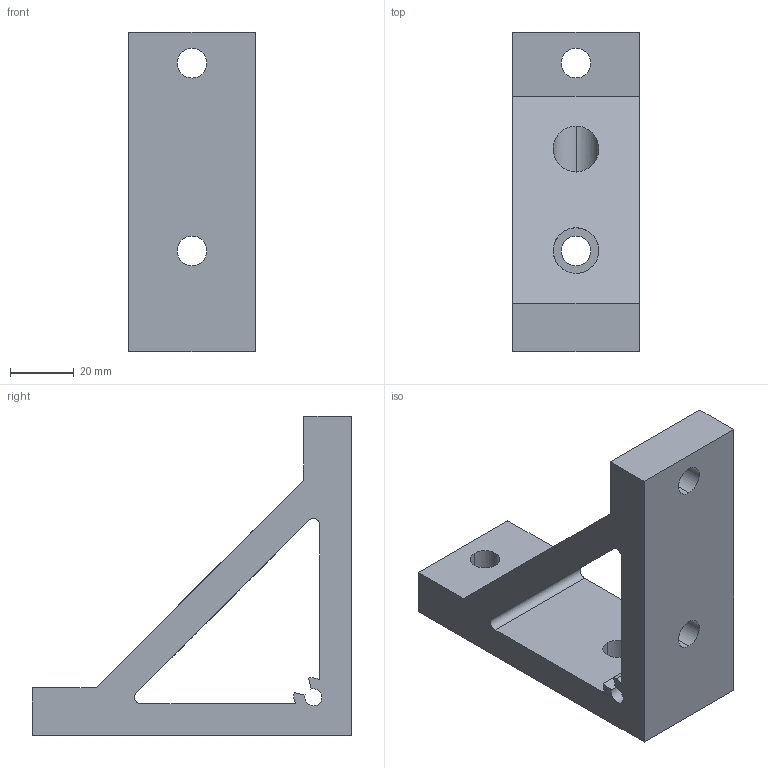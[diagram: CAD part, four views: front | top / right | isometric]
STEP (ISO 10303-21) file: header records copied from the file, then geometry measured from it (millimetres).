
FILE_DESCRIPTION (( 'STEP AP214' ), '1' );
FILE_NAME ('SNSS.30.70.33 Óãëîâîé àëþìèíèåâûé ñîåäèíèòåëü 50õ100õ100, ïàç 10(T44).STEP', '2018-08-15T07:36:25', ( '' ), ( '' ), 'SwSTEP 2.0', 'SolidWorks 2018', '' );
FILE_SCHEMA (( 'AUTOMOTIVE_DESIGN' ));
Length unit declared in the file: millimetre
Products named in the file (1): SNSS.30.70.33 Óãëîâîé àëþìèíèåâûé ñîåäèíèòåëü 50õ100õ100, ïàç 10(T44)
Bounding box: 39.7 x 100 x 100 mm (x, y, z)
Volume: 113705.8 mm3; surface area: 30160.6 mm2
Topology: 1 solids, 1 shells, 34 faces, 96 edges, 64 vertices
Faces by surface type: cylinder 20, plane 14
Entity records: 1174 total; most frequent: CARTESIAN_POINT 219, ORIENTED_EDGE 192, DIRECTION 190, EDGE_CURVE 96, AXIS2_PLACEMENT_3D 67, VERTEX_POINT 64, LINE 56, VECTOR 56
